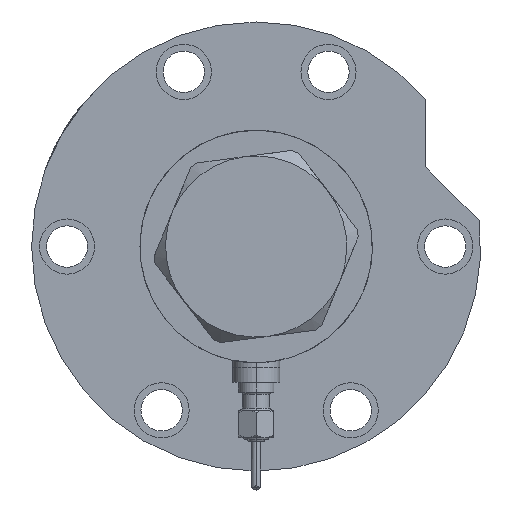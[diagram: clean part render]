
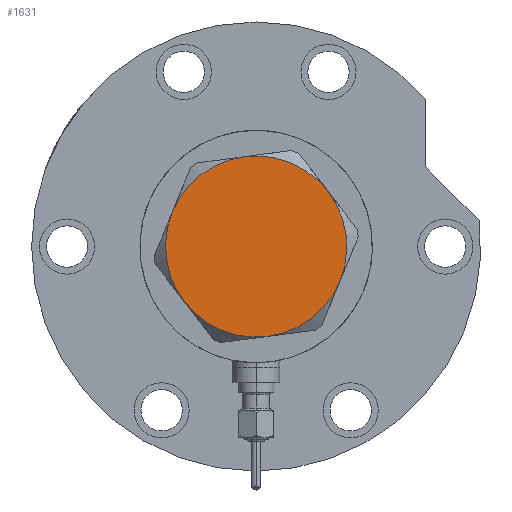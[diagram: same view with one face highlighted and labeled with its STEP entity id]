
A CAD part, left-side view. The second image highlights one B-rep face of the part: STEP entity #1631.
In plain terms, the highlighted face is planar.
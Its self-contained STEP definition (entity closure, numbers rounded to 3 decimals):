
#91 = DIRECTION ( 'NONE',  ( 1., 0., 0. ) ) ;
#669 = AXIS2_PLACEMENT_3D ( 'NONE', #1412, #4434, #2600 ) ;
#861 = CARTESIAN_POINT ( 'NONE',  ( 23., 0., 13. ) ) ;
#987 = DIRECTION ( 'NONE',  ( 0., 0., 1. ) ) ;
#1257 = ORIENTED_EDGE ( 'NONE', *, *, #4414, .T. ) ;
#1317 = EDGE_CURVE ( 'NONE', #2481, #5800, #7243, .T. ) ;
#1383 = VERTEX_POINT ( 'NONE', #5838 ) ;
#1403 = DIRECTION ( 'NONE',  ( 0., 0., 1. ) ) ;
#1412 = CARTESIAN_POINT ( 'NONE',  ( 0., 0., 13. ) ) ;
#1446 = CARTESIAN_POINT ( 'NONE',  ( 0., 0., 13. ) ) ;
#1621 = AXIS2_PLACEMENT_3D ( 'NONE', #5037, #3245, #91 ) ;
#1631 = ADVANCED_FACE ( 'NONE', ( #8098 ), #6404, .T. ) ;
#1749 = AXIS2_PLACEMENT_3D ( 'NONE', #5620, #3168, #2553 ) ;
#1981 = CARTESIAN_POINT ( 'NONE',  ( 0., 0., 13. ) ) ;
#2031 = EDGE_CURVE ( 'NONE', #1383, #5968, #8047, .T. ) ;
#2056 = CARTESIAN_POINT ( 'NONE',  ( 11.5, 19.919, 13. ) ) ;
#2207 = VERTEX_POINT ( 'NONE', #2056 ) ;
#2417 = AXIS2_PLACEMENT_3D ( 'NONE', #1981, #1403, #5743 ) ;
#2481 = VERTEX_POINT ( 'NONE', #4859 ) ;
#2553 = DIRECTION ( 'NONE',  ( 1., 0., 0. ) ) ;
#2600 = DIRECTION ( 'NONE',  ( 1., 0., 0. ) ) ;
#2615 = ORIENTED_EDGE ( 'NONE', *, *, #7003, .T. ) ;
#2809 = ORIENTED_EDGE ( 'NONE', *, *, #1317, .T. ) ;
#2934 = AXIS2_PLACEMENT_3D ( 'NONE', #6622, #987, #7945 ) ;
#3168 = DIRECTION ( 'NONE',  ( 0., 0., 1. ) ) ;
#3245 = DIRECTION ( 'NONE',  ( 0., 0., 1. ) ) ;
#3318 = EDGE_LOOP ( 'NONE', ( #2809, #7469, #4038, #4560, #1257, #2615 ) ) ;
#3487 = CIRCLE ( 'NONE', #8082, 23. ) ;
#3936 = DIRECTION ( 'NONE',  ( 0., 0., 1. ) ) ;
#4038 = ORIENTED_EDGE ( 'NONE', *, *, #6260, .T. ) ;
#4414 = EDGE_CURVE ( 'NONE', #5968, #8057, #5418, .T. ) ;
#4434 = DIRECTION ( 'NONE',  ( 0., 0., 1. ) ) ;
#4560 = ORIENTED_EDGE ( 'NONE', *, *, #2031, .T. ) ;
#4611 = EDGE_CURVE ( 'NONE', #5800, #2207, #5942, .T. ) ;
#4859 = CARTESIAN_POINT ( 'NONE',  ( 11.5, -19.919, 13. ) ) ;
#5037 = CARTESIAN_POINT ( 'NONE',  ( 0., 0., 13. ) ) ;
#5340 = DIRECTION ( 'NONE',  ( 1., 0., 0. ) ) ;
#5418 = CIRCLE ( 'NONE', #2934, 23. ) ;
#5447 = AXIS2_PLACEMENT_3D ( 'NONE', #6437, #7799, #7838 ) ;
#5620 = CARTESIAN_POINT ( 'NONE',  ( 0., 0., 13. ) ) ;
#5743 = DIRECTION ( 'NONE',  ( 1., 0., 0. ) ) ;
#5800 = VERTEX_POINT ( 'NONE', #861 ) ;
#5830 = CIRCLE ( 'NONE', #5447, 23. ) ;
#5838 = CARTESIAN_POINT ( 'NONE',  ( -11.5, 19.919, 13. ) ) ;
#5942 = CIRCLE ( 'NONE', #2417, 23. ) ;
#5968 = VERTEX_POINT ( 'NONE', #7320 ) ;
#6260 = EDGE_CURVE ( 'NONE', #2207, #1383, #5830, .T. ) ;
#6404 = PLANE ( 'NONE',  #1749 ) ;
#6437 = CARTESIAN_POINT ( 'NONE',  ( 0., 0., 13. ) ) ;
#6622 = CARTESIAN_POINT ( 'NONE',  ( 0., 0., 13. ) ) ;
#7003 = EDGE_CURVE ( 'NONE', #8057, #2481, #3487, .T. ) ;
#7243 = CIRCLE ( 'NONE', #669, 23. ) ;
#7320 = CARTESIAN_POINT ( 'NONE',  ( -23., 0., 13. ) ) ;
#7469 = ORIENTED_EDGE ( 'NONE', *, *, #4611, .T. ) ;
#7799 = DIRECTION ( 'NONE',  ( 0., 0., 1. ) ) ;
#7838 = DIRECTION ( 'NONE',  ( 1., 0., 0. ) ) ;
#7945 = DIRECTION ( 'NONE',  ( 1., 0., 0. ) ) ;
#8047 = CIRCLE ( 'NONE', #1621, 23. ) ;
#8057 = VERTEX_POINT ( 'NONE', #8115 ) ;
#8082 = AXIS2_PLACEMENT_3D ( 'NONE', #1446, #3936, #5340 ) ;
#8098 = FACE_OUTER_BOUND ( 'NONE', #3318, .T. ) ;
#8115 = CARTESIAN_POINT ( 'NONE',  ( -11.5, -19.919, 13. ) ) ;
